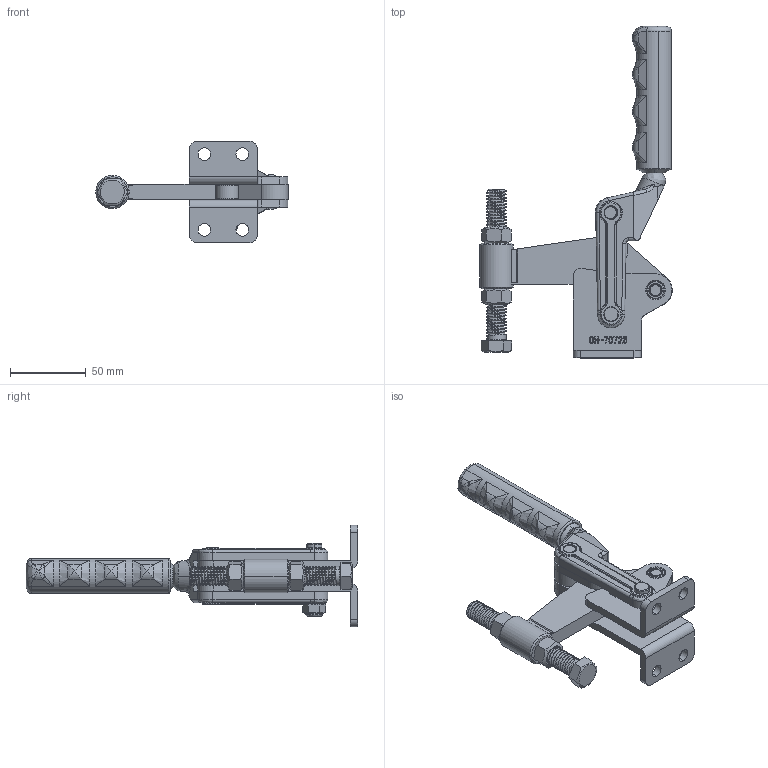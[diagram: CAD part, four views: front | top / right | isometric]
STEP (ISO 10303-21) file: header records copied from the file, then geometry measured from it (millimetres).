
FILE_DESCRIPTION (( 'STEP AP203' ), '1' );
FILE_NAME ('CH-70725.STEP', '2017-12-10T07:08:47', ( 'Windows' ), ( 'Microsoft' ), 'SwSTEP 2.0', 'SolidWorks 2015', '' );
FILE_SCHEMA (( 'CONFIG_CONTROL_DESIGN' ));
Length unit declared in the file: millimetre
Products named in the file (5): 70725zhijia; ywq; 錨璃40; nrb; CH-70725
Assembly tree (4 placements, depth 2):
  CH-70725
    70725zhijia
    ywq
    錨璃40
    nrb
Bounding box: 127 x 219 x 67 mm (x, y, z)
Volume: 188198.8 mm3; surface area: 86226.1 mm2
Topology: 22 solids, 22 shells, 2644 faces, 6995 edges, 4593 vertices
Faces by surface type: plane 1557, cylinder 660, bspline 270, cone 154, torus 3
Entity records: 101848 total; most frequent: CARTESIAN_POINT 36690, ORIENTED_EDGE 13974, DIRECTION 12866, EDGE_CURVE 6987, VERTEX_POINT 4593, AXIS2_PLACEMENT_3D 4389, VECTOR 4088, LINE 4088
